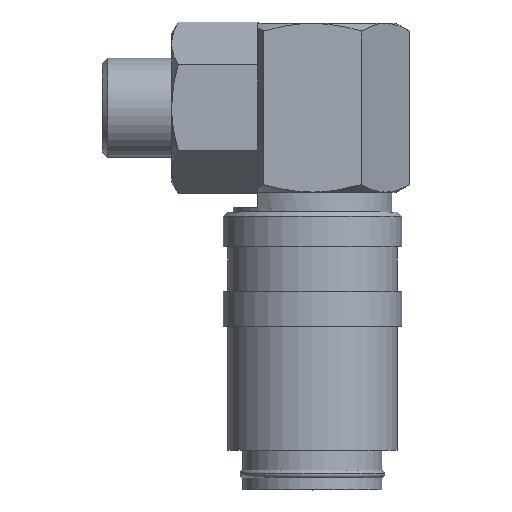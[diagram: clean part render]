
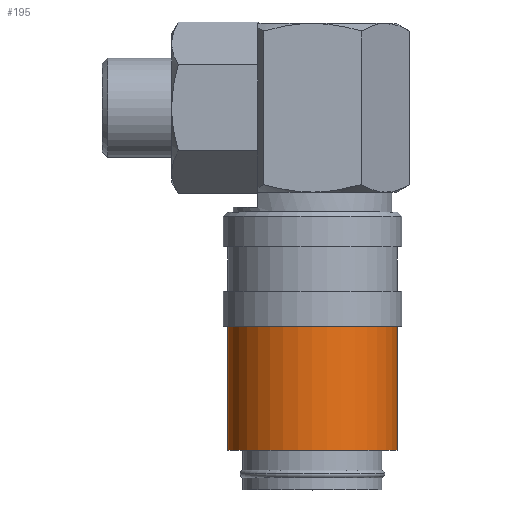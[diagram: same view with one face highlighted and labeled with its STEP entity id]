
A CAD part, top view. The second image highlights one B-rep face of the part: STEP entity #195.
In plain terms, the highlighted cylindrical face has radius 8.55 mm (diameter 17.1 mm), a partial arc.
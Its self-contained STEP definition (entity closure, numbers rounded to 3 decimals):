
#195=ADVANCED_FACE('',(#427),#428,.T.);
#427=FACE_OUTER_BOUND('',#692,.T.);
#428=CYLINDRICAL_SURFACE('',#693,8.55);
#692=EDGE_LOOP('',(#1196,#1197,#1198,#1199));
#693=AXIS2_PLACEMENT_3D('',#1200,#1201,#1202);
#1196=ORIENTED_EDGE('',*,*,#1694,.F.);
#1197=ORIENTED_EDGE('',*,*,#1726,.T.);
#1198=ORIENTED_EDGE('',*,*,#1696,.F.);
#1199=ORIENTED_EDGE('',*,*,#1724,.F.);
#1200=CARTESIAN_POINT('',(0.0,10.25,0.0));
#1201=DIRECTION('',(0.0,1.0,0.0));
#1202=DIRECTION('',(-1.0,0.0,0.));
#1694=EDGE_CURVE('',#2065,#2066,#2067,.T.);
#1696=EDGE_CURVE('',#2068,#2070,#2071,.T.);
#1724=EDGE_CURVE('',#2066,#2068,#2108,.T.);
#1726=EDGE_CURVE('',#2065,#2070,#2110,.T.);
#2065=VERTEX_POINT('',#2845);
#2066=VERTEX_POINT('',#2846);
#2067=LINE('',#2847,#2848);
#2068=VERTEX_POINT('',#2849);
#2070=VERTEX_POINT('',#2851);
#2071=LINE('',#2852,#2853);
#2108=CIRCLE('',#2920,8.55);
#2110=CIRCLE('',#2922,8.55);
#2845=CARTESIAN_POINT('',(-8.55,4.0,0.));
#2846=CARTESIAN_POINT('',(-8.55,16.5,0.));
#2847=CARTESIAN_POINT('',(-8.55,10.25,0.));
#2848=VECTOR('',#3325,1.0);
#2849=CARTESIAN_POINT('',(8.55,16.5,0.));
#2851=CARTESIAN_POINT('',(8.55,4.0,0.));
#2852=CARTESIAN_POINT('',(8.55,10.25,0.));
#2853=VECTOR('',#3329,1.0);
#2920=AXIS2_PLACEMENT_3D('',#3365,#3366,#3367);
#2922=AXIS2_PLACEMENT_3D('',#3368,#3369,#3370);
#3325=DIRECTION('',(0.0,1.0,0.0));
#3329=DIRECTION('',(-0.0,-1.0,-0.0));
#3365=CARTESIAN_POINT('',(0.0,16.5,0.0));
#3366=DIRECTION('',(0.0,1.0,0.0));
#3367=DIRECTION('',(-1.0,0.0,0.));
#3368=CARTESIAN_POINT('',(0.0,4.0,0.0));
#3369=DIRECTION('',(0.0,1.0,0.0));
#3370=DIRECTION('',(-1.0,0.0,0.));
